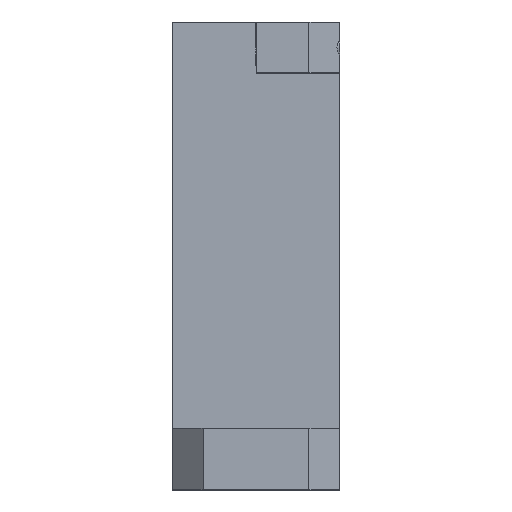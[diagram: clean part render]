
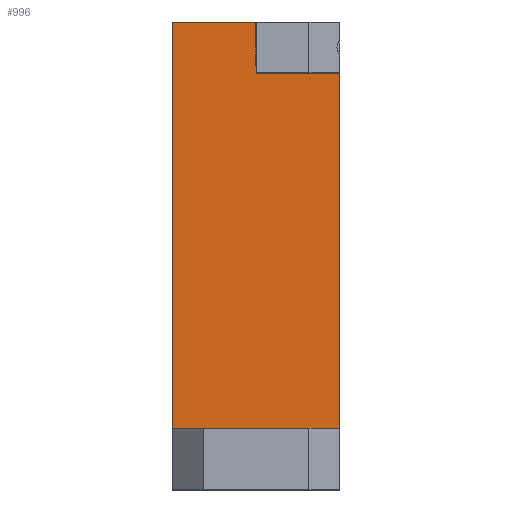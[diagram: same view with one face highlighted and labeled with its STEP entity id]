
A CAD part, top view. The second image highlights one B-rep face of the part: STEP entity #996.
In plain terms, the highlighted planar face has unit normal (0, 0, 1).
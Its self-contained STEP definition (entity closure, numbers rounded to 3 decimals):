
#98=FACE_OUTER_BOUND('',#159,.T.);
#159=EDGE_LOOP('',(#836,#837,#838,#839,#840,#841));
#184=LINE('',#1379,#300);
#192=LINE('',#1398,#308);
#197=LINE('',#1420,#313);
#211=LINE('',#1447,#327);
#224=LINE('',#1474,#340);
#237=LINE('',#1513,#353);
#300=VECTOR('',#1109,10.);
#308=VECTOR('',#1123,10.);
#313=VECTOR('',#1146,10.);
#327=VECTOR('',#1164,10.);
#340=VECTOR('',#1187,10.);
#353=VECTOR('',#1228,10.);
#416=VERTEX_POINT('',#1376);
#417=VERTEX_POINT('',#1378);
#425=VERTEX_POINT('',#1396);
#432=VERTEX_POINT('',#1417);
#433=VERTEX_POINT('',#1419);
#453=VERTEX_POINT('',#1472);
#507=EDGE_CURVE('',#417,#416,#184,.T.);
#517=EDGE_CURVE('',#425,#416,#192,.T.);
#527=EDGE_CURVE('',#433,#432,#197,.T.);
#542=EDGE_CURVE('',#432,#417,#211,.T.);
#555=EDGE_CURVE('',#453,#425,#224,.T.);
#574=EDGE_CURVE('',#453,#433,#237,.T.);
#836=ORIENTED_EDGE('',*,*,#507,.T.);
#837=ORIENTED_EDGE('',*,*,#517,.F.);
#838=ORIENTED_EDGE('',*,*,#555,.F.);
#839=ORIENTED_EDGE('',*,*,#574,.T.);
#840=ORIENTED_EDGE('',*,*,#527,.T.);
#841=ORIENTED_EDGE('',*,*,#542,.T.);
#948=PLANE('',#1079);
#996=ADVANCED_FACE('',(#98),#948,.T.);
#1079=AXIS2_PLACEMENT_3D('',#1601,#1305,#1306);
#1109=DIRECTION('',(0.,1.,0.));
#1123=DIRECTION('',(1.,0.,0.));
#1146=DIRECTION('',(0.,1.,0.));
#1164=DIRECTION('',(-1.,0.,0.));
#1187=DIRECTION('',(0.,1.,0.));
#1228=DIRECTION('',(1.,0.,0.));
#1305=DIRECTION('center_axis',(0.,0.,1.));
#1306=DIRECTION('ref_axis',(1.,0.,0.));
#1376=CARTESIAN_POINT('',(0.,30.9,-20.5));
#1378=CARTESIAN_POINT('',(0.,25.9,-20.5));
#1379=CARTESIAN_POINT('',(0.,29.9,-20.5));
#1396=CARTESIAN_POINT('',(-8.2,30.9,-20.5));
#1398=CARTESIAN_POINT('',(-4.1,30.9,-20.5));
#1417=CARTESIAN_POINT('',(8.2,25.9,-20.5));
#1419=CARTESIAN_POINT('',(8.2,-9.,-20.5));
#1420=CARTESIAN_POINT('',(8.2,-11.,-20.5));
#1447=CARTESIAN_POINT('',(-8.,25.9,-20.5));
#1472=CARTESIAN_POINT('',(-8.2,-9.,-20.5));
#1474=CARTESIAN_POINT('',(-8.2,29.9,-20.5));
#1513=CARTESIAN_POINT('',(-4.,-9.,-20.5));
#1601=CARTESIAN_POINT('Origin',(-8.,-9.,-20.5));
